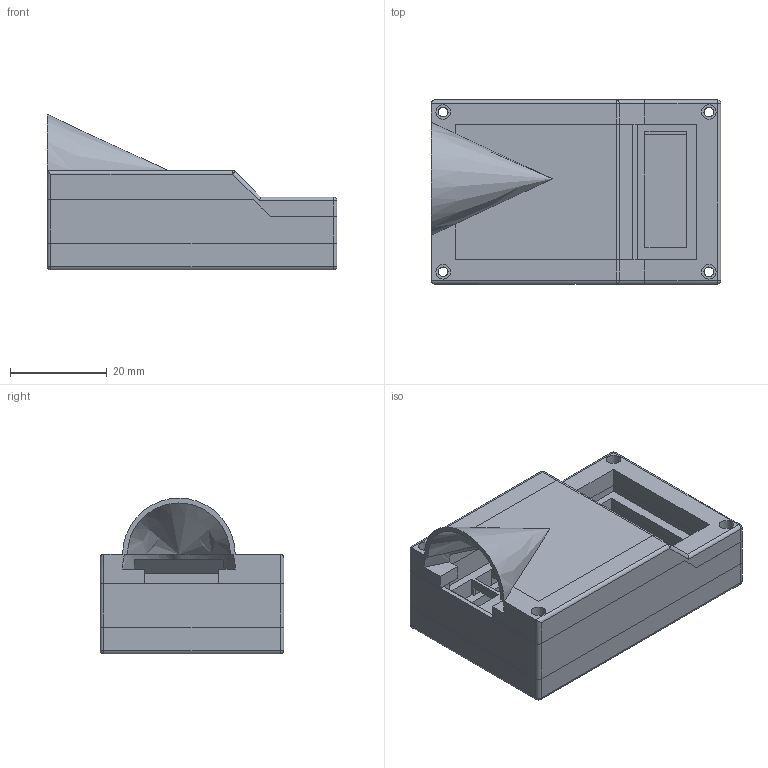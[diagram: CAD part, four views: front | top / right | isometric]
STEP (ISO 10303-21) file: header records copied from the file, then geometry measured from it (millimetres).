
FILE_DESCRIPTION(('FreeCAD Model'),'2;1');
FILE_NAME( 'complete_case.step' ,'2020-11-09T22:18:15',('Author'),(''), 'Open CASCADE STEP processor 7.4','FreeCAD','Unknown');
FILE_SCHEMA(('AUTOMOTIVE_DESIGN { 1 0 10303 214 1 1 1 1 }'));
Length unit declared in the file: millimetre
Products named in the file (1): complete_compound
Bounding box: 59.78 x 37.94 x 32.12 mm (x, y, z)
Volume: 20822.9 mm3; surface area: 19623.1 mm2
Topology: 3 solids, 3 shells, 210 faces, 570 edges, 356 vertices
Faces by surface type: plane 157, cylinder 42, sphere 8, cone 3
Full cylindrical faces by diameter (mm): 2 x12, 3 x4
Entity records: 15457 total; most frequent: CARTESIAN_POINT 2617, DIRECTION 2116, LINE 1477, VECTOR 1477, ORIENTED_EDGE 1120, PCURVE 1120, DEFINITIONAL_REPRESENTATION 1120, EDGE_CURVE 560
